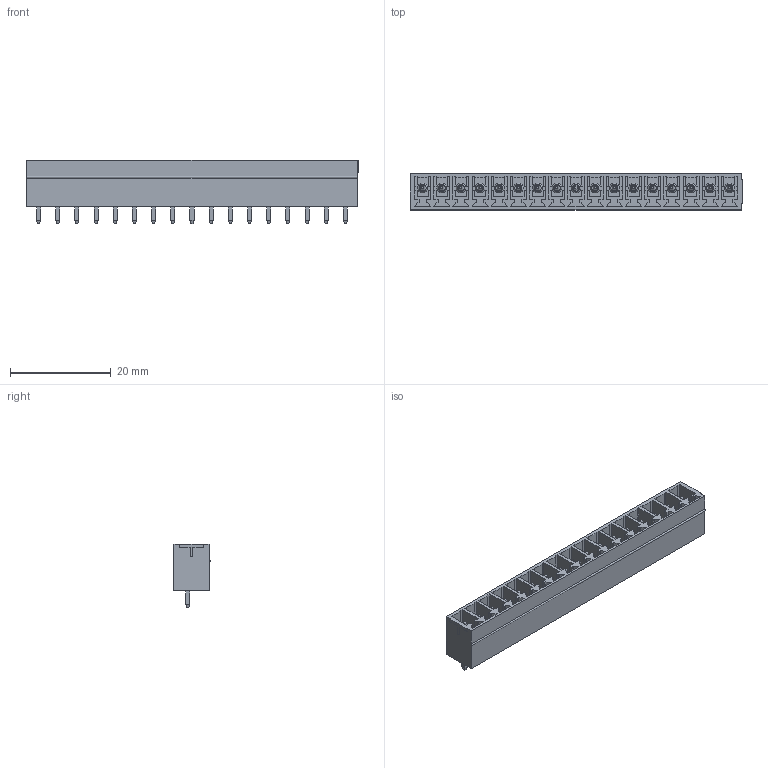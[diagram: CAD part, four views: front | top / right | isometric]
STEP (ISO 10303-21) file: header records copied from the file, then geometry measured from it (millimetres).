
FILE_DESCRIPTION( ( 'Unknown' ), '1' );
FILE_NAME( '691321300017.stp', 'Unknown', ( 'Unknown' ), ( 'Unknown' ), 'PSStep 14.0', 'Unknown', ' ' );
FILE_SCHEMA( ( 'AUTOMOTIVE_DESIGN { 1 0 10303 214 1 1 1 1 }' ) );
Length unit declared in the file: millimetre
Products named in the file (3): Assem1; 6913213000xx_PIN; 691321300017
Assembly tree (18 placements, depth 2):
  Assem1
    6913213000xx_PIN  x17
    691321300017
Bounding box: 65.96 x 7.2 x 12.7 mm (x, y, z)
Volume: 2115.5 mm3; surface area: 6278.1 mm2
Topology: 18 solids, 18 shells, 993 faces, 2650 edges, 1710 vertices
Faces by surface type: plane 922, cylinder 54, torus 17
Full cylindrical faces by diameter (mm): 1.9 x17
Entity records: 30724 total; most frequent: CARTESIAN_POINT 4376, ORIENTED_EDGE 4302, DIRECTION 3852, EDGE_CURVE 2151, LINE 2026, VECTOR 2026, VERTEX_POINT 1437, AXIS2_PLACEMENT_3D 913
